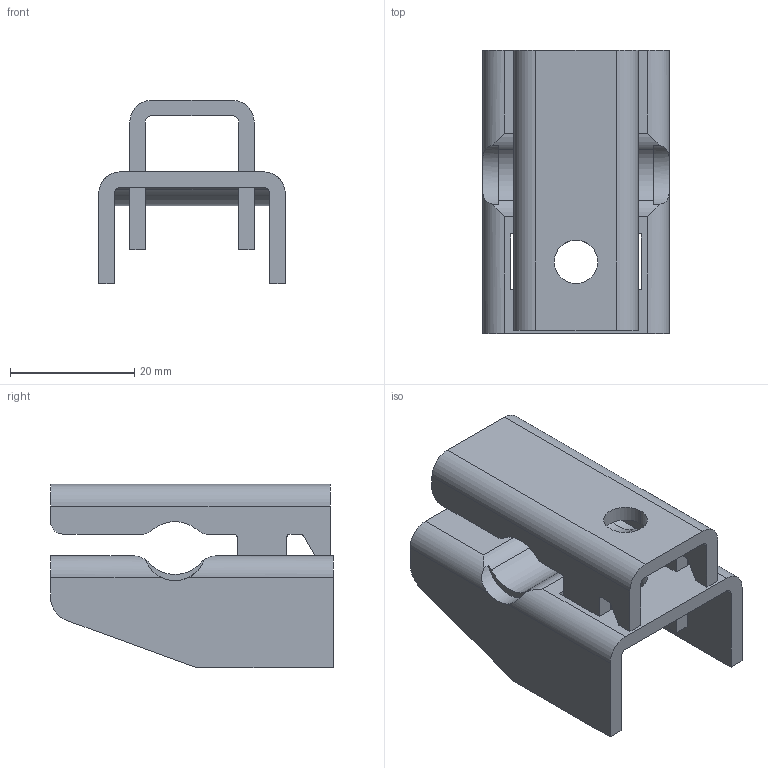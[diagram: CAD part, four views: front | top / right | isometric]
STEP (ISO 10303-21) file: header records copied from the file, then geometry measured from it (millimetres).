
FILE_DESCRIPTION(('Creo Elements/Direct Modeling STEP Export'),'2;1');
FILE_NAME('5033209.stp','2021-01-08T11:19:52',(''),(''),'Creo Elements/Direct Modeling STEP processor for AP214 (Solid Model)','Creo Elements/Direct Modeling 18.0B 02-Dec-2011 (C) Parametric Technology GmbH','');
FILE_SCHEMA(('AUTOMOTIVE_DESIGN { 1 0 10303 214 1 1 1 1 }'));
Length unit declared in the file: millimetre
Products named in the file (4): Distanzstück; KLEMMST_CK.prt
Assembly tree (2 placements, depth 2):
  Distanzstück
    Distanzstück
  KLEMMST_CK.prt
    KLEMMST_CK.prt
Bounding box: 30 x 45.5 x 29.5 mm (x, y, z)
Volume: 9695.1 mm3; surface area: 9168.4 mm2
Topology: 2 solids, 2 shells, 100 faces, 297 edges, 197 vertices
Faces by surface type: plane 60, cylinder 40
Entity records: 4306 total; most frequent: CARTESIAN_POINT 1059, ORIENTED_EDGE 594, DIRECTION 558, EDGE_CURVE 297, VECTOR 208, LINE 208, VERTEX_POINT 197, AXIS2_PLACEMENT_3D 175
